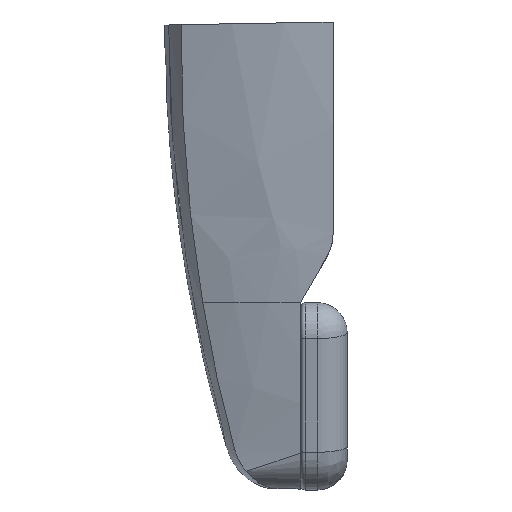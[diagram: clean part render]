
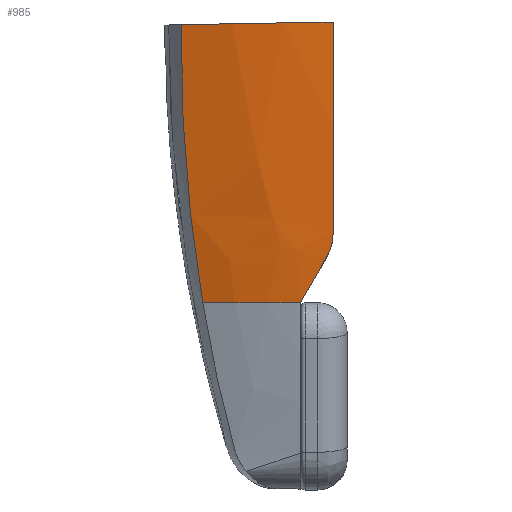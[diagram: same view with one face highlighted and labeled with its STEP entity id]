
A CAD part, top view. The second image highlights one B-rep face of the part: STEP entity #985.
In plain terms, the highlighted free-form (B-spline) face has degree [2, 2] with [3, 3] control points.
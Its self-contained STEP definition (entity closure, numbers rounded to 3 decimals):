
#68=(
BOUNDED_SURFACE()
B_SPLINE_SURFACE(2,2,((#1648,#1649,#1650),(#1651,#1652,#1653),(#1654,#1655,
#1656)),.UNSPECIFIED.,.F.,.F.,.F.)
B_SPLINE_SURFACE_WITH_KNOTS((3,3),(3,3),(-0.163,-0.036),
(-0.304,0.085),.UNSPECIFIED.)
GEOMETRIC_REPRESENTATION_ITEM()
RATIONAL_B_SPLINE_SURFACE(((1.,0.981,1.),(0.998,
0.979,0.998),(1.,0.981,1.)))
REPRESENTATION_ITEM('')
SURFACE()
);
#232=FACE_OUTER_BOUND('',#292,.T.);
#292=EDGE_LOOP('',(#706,#707,#708,#709,#710,#711,#712,#713));
#354=CIRCLE('',#1153,40.);
#403=B_SPLINE_CURVE_WITH_KNOTS('',3,(#1633,#1634,#1635,#1636,#1637,#1638,
#1639,#1640),.UNSPECIFIED.,.F.,.F.,(4,2,2,4),(18.768,19.107,
19.903,20.319),.UNSPECIFIED.);
#404=B_SPLINE_CURVE_WITH_KNOTS('',3,(#1658,#1659,#1660,#1661,#1662,#1663),
 .UNSPECIFIED.,.F.,.F.,(4,2,4),(0.951,1.497,2.994),
 .UNSPECIFIED.);
#405=B_SPLINE_CURVE_WITH_KNOTS('',3,(#1665,#1666,#1667,#1668),
 .UNSPECIFIED.,.F.,.F.,(4,4),(0.,0.951),.UNSPECIFIED.);
#406=B_SPLINE_CURVE_WITH_KNOTS('',3,(#1672,#1673,#1674,#1675,#1676,#1677),
 .UNSPECIFIED.,.F.,.F.,(4,2,4),(0.,0.006,0.013),
 .UNSPECIFIED.);
#407=B_SPLINE_CURVE_WITH_KNOTS('',3,(#1679,#1680,#1681,#1682),
 .UNSPECIFIED.,.F.,.F.,(4,4),(25.374,25.916),
 .UNSPECIFIED.);
#408=B_SPLINE_CURVE_WITH_KNOTS('',3,(#1684,#1685,#1686,#1687,#1688,#1689),
 .UNSPECIFIED.,.F.,.F.,(4,2,4),(0.,0.127,0.264),
 .UNSPECIFIED.);
#409=B_SPLINE_CURVE_WITH_KNOTS('',3,(#1690,#1691,#1692,#1693,#1694,#1695),
 .UNSPECIFIED.,.F.,.F.,(4,2,4),(40.715,41.931,42.848),
 .UNSPECIFIED.);
#456=VERTEX_POINT('',#1625);
#457=VERTEX_POINT('',#1632);
#460=VERTEX_POINT('',#1657);
#461=VERTEX_POINT('',#1664);
#462=VERTEX_POINT('',#1669);
#463=VERTEX_POINT('',#1671);
#464=VERTEX_POINT('',#1678);
#465=VERTEX_POINT('',#1683);
#550=EDGE_CURVE('',#457,#456,#403,.T.);
#555=EDGE_CURVE('',#460,#456,#404,.T.);
#556=EDGE_CURVE('',#461,#460,#405,.T.);
#557=EDGE_CURVE('',#461,#462,#354,.T.);
#558=EDGE_CURVE('',#463,#462,#406,.T.);
#559=EDGE_CURVE('',#464,#463,#407,.T.);
#560=EDGE_CURVE('',#465,#464,#408,.T.);
#561=EDGE_CURVE('',#457,#465,#409,.T.);
#706=ORIENTED_EDGE('',*,*,#550,.T.);
#707=ORIENTED_EDGE('',*,*,#555,.F.);
#708=ORIENTED_EDGE('',*,*,#556,.F.);
#709=ORIENTED_EDGE('',*,*,#557,.T.);
#710=ORIENTED_EDGE('',*,*,#558,.F.);
#711=ORIENTED_EDGE('',*,*,#559,.F.);
#712=ORIENTED_EDGE('',*,*,#560,.F.);
#713=ORIENTED_EDGE('',*,*,#561,.F.);
#985=ADVANCED_FACE('',(#232),#68,.F.);
#1153=AXIS2_PLACEMENT_3D('',#1670,#1289,#1290);
#1289=DIRECTION('center_axis',(0.,1.,0.));
#1290=DIRECTION('ref_axis',(1.,0.,0.));
#1625=CARTESIAN_POINT('',(1.753,49.716,13.056));
#1632=CARTESIAN_POINT('',(18.,50.,14.857));
#1633=CARTESIAN_POINT('Ctrl Pts',(18.,50.,14.857));
#1634=CARTESIAN_POINT('Ctrl Pts',(16.805,49.979,14.954));
#1635=CARTESIAN_POINT('Ctrl Pts',(15.63,49.959,14.999));
#1636=CARTESIAN_POINT('Ctrl Pts',(11.847,49.893,14.996));
#1637=CARTESIAN_POINT('Ctrl Pts',(8.95,49.842,14.733));
#1638=CARTESIAN_POINT('Ctrl Pts',(4.631,49.767,13.871));
#1639=CARTESIAN_POINT('Ctrl Pts',(3.164,49.741,13.495));
#1640=CARTESIAN_POINT('Ctrl Pts',(1.753,49.716,13.056));
#1648=CARTESIAN_POINT('Ctrl Pts',(2.544,20.,10.171));
#1649=CARTESIAN_POINT('Ctrl Pts',(10.062,20.,12.526));
#1650=CARTESIAN_POINT('Ctrl Pts',(17.911,20.,11.854));
#1651=CARTESIAN_POINT('Ctrl Pts',(1.809,34.904,12.516));
#1652=CARTESIAN_POINT('Ctrl Pts',(9.789,34.904,15.016));
#1653=CARTESIAN_POINT('Ctrl Pts',(18.12,34.904,14.303));
#1654=CARTESIAN_POINT('Ctrl Pts',(1.647,50.,13.034));
#1655=CARTESIAN_POINT('Ctrl Pts',(9.729,50.,15.566));
#1656=CARTESIAN_POINT('Ctrl Pts',(18.167,50.,14.843));
#1657=CARTESIAN_POINT('',(2.765,29.368,11.652));
#1658=CARTESIAN_POINT('Ctrl Pts',(2.765,29.368,11.652));
#1659=CARTESIAN_POINT('Ctrl Pts',(2.567,31.168,11.827));
#1660=CARTESIAN_POINT('Ctrl Pts',(2.398,32.974,11.988));
#1661=CARTESIAN_POINT('Ctrl Pts',(1.874,39.742,12.541));
#1662=CARTESIAN_POINT('Ctrl Pts',(1.705,44.729,12.847));
#1663=CARTESIAN_POINT('Ctrl Pts',(1.753,49.716,13.056));
#1664=CARTESIAN_POINT('',(4.056,20.,10.612));
#1665=CARTESIAN_POINT('Ctrl Pts',(4.056,20.,10.612));
#1666=CARTESIAN_POINT('Ctrl Pts',(3.54,23.104,11.003));
#1667=CARTESIAN_POINT('Ctrl Pts',(3.109,26.229,11.348));
#1668=CARTESIAN_POINT('Ctrl Pts',(2.765,29.368,11.652));
#1669=CARTESIAN_POINT('',(14.518,20.,12.));
#1670=CARTESIAN_POINT('Origin',(14.5,20.,-28.));
#1671=CARTESIAN_POINT('',(14.567,20.116,12.019));
#1672=CARTESIAN_POINT('Ctrl Pts',(14.567,20.116,12.019));
#1673=CARTESIAN_POINT('Ctrl Pts',(14.557,20.099,12.016));
#1674=CARTESIAN_POINT('Ctrl Pts',(14.548,20.081,12.013));
#1675=CARTESIAN_POINT('Ctrl Pts',(14.532,20.042,12.007));
#1676=CARTESIAN_POINT('Ctrl Pts',(14.524,20.021,12.004));
#1677=CARTESIAN_POINT('Ctrl Pts',(14.518,20.,12.));
#1678=CARTESIAN_POINT('',(17.33,24.902,12.657));
#1679=CARTESIAN_POINT('Ctrl Pts',(17.33,24.902,12.657));
#1680=CARTESIAN_POINT('Ctrl Pts',(16.387,23.268,12.488));
#1681=CARTESIAN_POINT('Ctrl Pts',(15.463,21.668,12.273));
#1682=CARTESIAN_POINT('Ctrl Pts',(14.567,20.116,12.019));
#1683=CARTESIAN_POINT('',(18.,27.402,12.951));
#1684=CARTESIAN_POINT('Ctrl Pts',(18.,27.402,12.951));
#1685=CARTESIAN_POINT('Ctrl Pts',(18.,26.981,12.895));
#1686=CARTESIAN_POINT('Ctrl Pts',(17.947,26.561,12.843));
#1687=CARTESIAN_POINT('Ctrl Pts',(17.728,25.715,12.743));
#1688=CARTESIAN_POINT('Ctrl Pts',(17.557,25.294,12.698));
#1689=CARTESIAN_POINT('Ctrl Pts',(17.33,24.902,12.657));
#1690=CARTESIAN_POINT('Ctrl Pts',(18.,50.,14.857));
#1691=CARTESIAN_POINT('Ctrl Pts',(18.,45.812,14.706));
#1692=CARTESIAN_POINT('Ctrl Pts',(18.,41.54,14.44));
#1693=CARTESIAN_POINT('Ctrl Pts',(18.,33.969,13.754));
#1694=CARTESIAN_POINT('Ctrl Pts',(18.,30.689,13.388));
#1695=CARTESIAN_POINT('Ctrl Pts',(18.,27.402,12.951));
